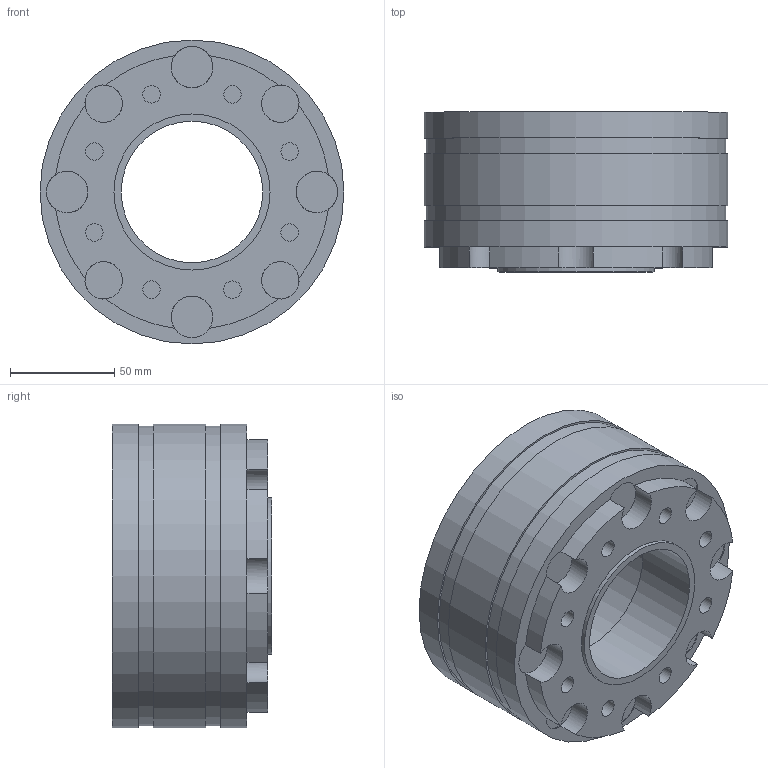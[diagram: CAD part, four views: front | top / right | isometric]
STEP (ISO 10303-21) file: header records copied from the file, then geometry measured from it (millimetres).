
FILE_DESCRIPTION(/* description */ ('Unknown'),/* implementation_level */ '2;1');
FILE_NAME(/* name */ 'HK25-17-TF213-3ZS-Dummy',/* time_stamp */ '2016-10-20T10:34:55+02:00',/* author */ ('Unknown'),/* organization */ ('Unknown'),/* preprocessor_version */ 'ST-DEVELOPER v16.7',/* originating_system */ 'DEX',/* authorisation */ $);
FILE_SCHEMA (('AUTOMOTIVE_DESIGN {1 0 10303 214 3 1 1}'));
Length unit declared in the file: millimetre
Products named in the file (1): HK25-17-TF213-3ZS-Dummy
Bounding box: 146 x 76.8 x 146 mm (x, y, z)
Volume: 831744.1 mm3; surface area: 92179.5 mm2
Topology: 1 solids, 1 shells, 105 faces, 197 edges, 133 vertices
Faces by surface type: cylinder 56, plane 49
Full cylindrical faces by diameter (mm): 6.647 x16, 8.376 x8, 18 x4, 20 x12, 68 x1, 75 x1, 82 x1, 144 x2, 146 x3
Entity records: 3097 total; most frequent: DIRECTION 468, CARTESIAN_POINT 362, ORIENTED_EDGE 272, AXIS2_PLACEMENT_3D 226, EDGE_LOOP 194, FACE_BOUND 194, EDGE_CURVE 136, VERTEX_POINT 120
